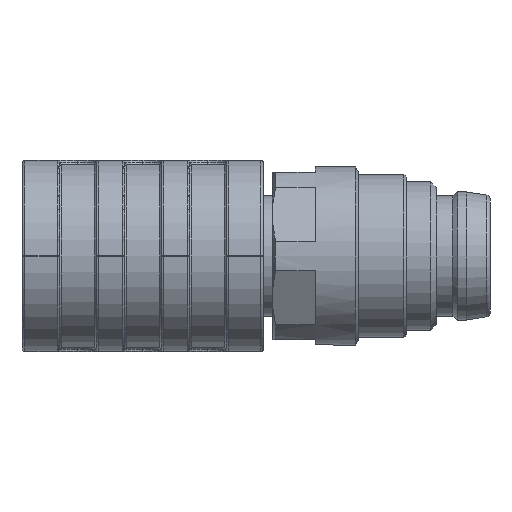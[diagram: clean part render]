
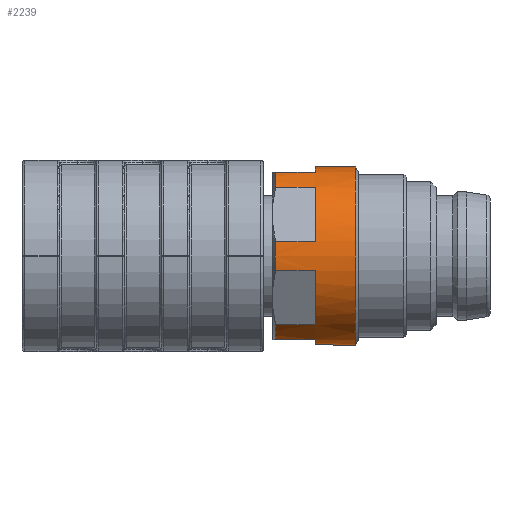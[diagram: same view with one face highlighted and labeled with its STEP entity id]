
A CAD part, front view. The second image highlights one B-rep face of the part: STEP entity #2239.
In plain terms, the highlighted cylindrical face has radius 4.8 mm (diameter 9.6 mm), a full revolution.
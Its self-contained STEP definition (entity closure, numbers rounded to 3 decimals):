
#1217=LINE('',#14532,#1717);
#1218=LINE('',#14536,#1718);
#1219=LINE('',#14537,#1719);
#1220=LINE('',#14541,#1720);
#1221=LINE('',#14542,#1721);
#1222=LINE('',#14546,#1722);
#1223=LINE('',#14547,#1723);
#1224=LINE('',#14551,#1724);
#1225=LINE('',#14552,#1725);
#1226=LINE('',#14556,#1726);
#1227=LINE('',#14557,#1727);
#1228=LINE('',#14561,#1728);
#1717=VECTOR('',#11449,1.);
#1718=VECTOR('',#11452,1.);
#1719=VECTOR('',#11453,1.);
#1720=VECTOR('',#11456,1.);
#1721=VECTOR('',#11457,1.);
#1722=VECTOR('',#11460,1.);
#1723=VECTOR('',#11461,1.);
#1724=VECTOR('',#11464,1.);
#1725=VECTOR('',#11465,1.);
#1726=VECTOR('',#11468,1.);
#1727=VECTOR('',#11469,1.);
#1728=VECTOR('',#11472,1.);
#2239=ADVANCED_FACE('',(#2768,#2769),#2576,.T.);
#2576=CYLINDRICAL_SURFACE('',#9189,4.8);
#2768=FACE_BOUND('',#3214,.T.);
#2769=FACE_BOUND('',#3215,.T.);
#3214=EDGE_LOOP('',(#4970));
#3215=EDGE_LOOP('',(#4971,#4972,#4973,#4974,#4975,#4976,#4977,#4978,#4979,
#4980,#4981,#4982,#4983,#4984,#4985,#4986,#4987,#4988,#4989,#4990,#4991,
#4992,#4993,#4994));
#4970=ORIENTED_EDGE('',*,*,#7349,.T.);
#4971=ORIENTED_EDGE('',*,*,#7362,.F.);
#4972=ORIENTED_EDGE('',*,*,#7363,.T.);
#4973=ORIENTED_EDGE('',*,*,#7364,.F.);
#4974=ORIENTED_EDGE('',*,*,#7361,.T.);
#4975=ORIENTED_EDGE('',*,*,#7365,.F.);
#4976=ORIENTED_EDGE('',*,*,#7366,.T.);
#4977=ORIENTED_EDGE('',*,*,#7367,.F.);
#4978=ORIENTED_EDGE('',*,*,#7351,.T.);
#4979=ORIENTED_EDGE('',*,*,#7368,.F.);
#4980=ORIENTED_EDGE('',*,*,#7369,.T.);
#4981=ORIENTED_EDGE('',*,*,#7370,.F.);
#4982=ORIENTED_EDGE('',*,*,#7353,.T.);
#4983=ORIENTED_EDGE('',*,*,#7371,.F.);
#4984=ORIENTED_EDGE('',*,*,#7372,.T.);
#4985=ORIENTED_EDGE('',*,*,#7373,.F.);
#4986=ORIENTED_EDGE('',*,*,#7355,.T.);
#4987=ORIENTED_EDGE('',*,*,#7374,.F.);
#4988=ORIENTED_EDGE('',*,*,#7375,.T.);
#4989=ORIENTED_EDGE('',*,*,#7376,.F.);
#4990=ORIENTED_EDGE('',*,*,#7357,.T.);
#4991=ORIENTED_EDGE('',*,*,#7377,.F.);
#4992=ORIENTED_EDGE('',*,*,#7378,.T.);
#4993=ORIENTED_EDGE('',*,*,#7379,.F.);
#4994=ORIENTED_EDGE('',*,*,#7359,.T.);
#6313=VERTEX_POINT('',#14500);
#6314=VERTEX_POINT('',#14503);
#6315=VERTEX_POINT('',#14504);
#6316=VERTEX_POINT('',#14508);
#6317=VERTEX_POINT('',#14509);
#6318=VERTEX_POINT('',#14513);
#6319=VERTEX_POINT('',#14514);
#6320=VERTEX_POINT('',#14518);
#6321=VERTEX_POINT('',#14519);
#6322=VERTEX_POINT('',#14523);
#6323=VERTEX_POINT('',#14524);
#6324=VERTEX_POINT('',#14528);
#6325=VERTEX_POINT('',#14529);
#6326=VERTEX_POINT('',#14533);
#6327=VERTEX_POINT('',#14535);
#6328=VERTEX_POINT('',#14538);
#6329=VERTEX_POINT('',#14540);
#6330=VERTEX_POINT('',#14543);
#6331=VERTEX_POINT('',#14545);
#6332=VERTEX_POINT('',#14548);
#6333=VERTEX_POINT('',#14550);
#6334=VERTEX_POINT('',#14553);
#6335=VERTEX_POINT('',#14555);
#6336=VERTEX_POINT('',#14558);
#6337=VERTEX_POINT('',#14560);
#7349=EDGE_CURVE('',#6313,#6313,#8184,.T.);
#7351=EDGE_CURVE('',#6314,#6315,#8185,.T.);
#7353=EDGE_CURVE('',#6316,#6317,#8186,.T.);
#7355=EDGE_CURVE('',#6318,#6319,#8187,.T.);
#7357=EDGE_CURVE('',#6320,#6321,#8188,.T.);
#7359=EDGE_CURVE('',#6322,#6323,#8189,.T.);
#7361=EDGE_CURVE('',#6324,#6325,#8190,.T.);
#7362=EDGE_CURVE('',#6326,#6323,#1217,.T.);
#7363=EDGE_CURVE('',#6326,#6327,#8191,.T.);
#7364=EDGE_CURVE('',#6324,#6327,#1218,.T.);
#7365=EDGE_CURVE('',#6328,#6325,#1219,.T.);
#7366=EDGE_CURVE('',#6328,#6329,#8192,.T.);
#7367=EDGE_CURVE('',#6314,#6329,#1220,.T.);
#7368=EDGE_CURVE('',#6330,#6315,#1221,.T.);
#7369=EDGE_CURVE('',#6330,#6331,#8193,.T.);
#7370=EDGE_CURVE('',#6316,#6331,#1222,.T.);
#7371=EDGE_CURVE('',#6332,#6317,#1223,.T.);
#7372=EDGE_CURVE('',#6332,#6333,#8194,.T.);
#7373=EDGE_CURVE('',#6318,#6333,#1224,.T.);
#7374=EDGE_CURVE('',#6334,#6319,#1225,.T.);
#7375=EDGE_CURVE('',#6334,#6335,#8195,.T.);
#7376=EDGE_CURVE('',#6320,#6335,#1226,.T.);
#7377=EDGE_CURVE('',#6336,#6321,#1227,.T.);
#7378=EDGE_CURVE('',#6336,#6337,#8196,.T.);
#7379=EDGE_CURVE('',#6322,#6337,#1228,.T.);
#8184=CIRCLE('',#9169,4.8);
#8185=CIRCLE('',#9171,4.8);
#8186=CIRCLE('',#9173,4.8);
#8187=CIRCLE('',#9175,4.8);
#8188=CIRCLE('',#9177,4.8);
#8189=CIRCLE('',#9179,4.8);
#8190=CIRCLE('',#9181,4.8);
#8191=CIRCLE('',#9183,4.8);
#8192=CIRCLE('',#9184,4.8);
#8193=CIRCLE('',#9185,4.8);
#8194=CIRCLE('',#9186,4.8);
#8195=CIRCLE('',#9187,4.8);
#8196=CIRCLE('',#9188,4.8);
#9169=AXIS2_PLACEMENT_3D('',#14499,#11415,#11416);
#9171=AXIS2_PLACEMENT_3D('',#14505,#11420,#11421);
#9173=AXIS2_PLACEMENT_3D('',#14510,#11425,#11426);
#9175=AXIS2_PLACEMENT_3D('',#14515,#11430,#11431);
#9177=AXIS2_PLACEMENT_3D('',#14520,#11435,#11436);
#9179=AXIS2_PLACEMENT_3D('',#14525,#11440,#11441);
#9181=AXIS2_PLACEMENT_3D('',#14530,#11445,#11446);
#9183=AXIS2_PLACEMENT_3D('',#14534,#11450,#11451);
#9184=AXIS2_PLACEMENT_3D('',#14539,#11454,#11455);
#9185=AXIS2_PLACEMENT_3D('',#14544,#11458,#11459);
#9186=AXIS2_PLACEMENT_3D('',#14549,#11462,#11463);
#9187=AXIS2_PLACEMENT_3D('',#14554,#11466,#11467);
#9188=AXIS2_PLACEMENT_3D('',#14559,#11470,#11471);
#9189=AXIS2_PLACEMENT_3D('',#14562,#11473,#11474);
#11415=DIRECTION('',(-1.,0.,0.));
#11416=DIRECTION('',(0.,-1.,0.));
#11420=DIRECTION('',(1.,0.,0.));
#11421=DIRECTION('',(0.,-1.,0.));
#11425=DIRECTION('',(1.,0.,0.));
#11426=DIRECTION('',(0.,-1.,0.));
#11430=DIRECTION('',(1.,0.,0.));
#11431=DIRECTION('',(0.,-1.,0.));
#11435=DIRECTION('',(1.,0.,0.));
#11436=DIRECTION('',(0.,-1.,0.));
#11440=DIRECTION('',(1.,0.,0.));
#11441=DIRECTION('',(0.,-1.,0.));
#11445=DIRECTION('',(1.,0.,0.));
#11446=DIRECTION('',(0.,-1.,0.));
#11449=DIRECTION('',(1.,0.,0.));
#11450=DIRECTION('',(1.,0.,0.));
#11451=DIRECTION('',(0.,-1.,0.));
#11452=DIRECTION('',(-1.,0.,0.));
#11453=DIRECTION('',(1.,0.,0.));
#11454=DIRECTION('',(1.,0.,0.));
#11455=DIRECTION('',(0.,-1.,0.));
#11456=DIRECTION('',(-1.,0.,0.));
#11457=DIRECTION('',(1.,0.,0.));
#11458=DIRECTION('',(1.,0.,0.));
#11459=DIRECTION('',(0.,-1.,0.));
#11460=DIRECTION('',(-1.,0.,0.));
#11461=DIRECTION('',(1.,0.,0.));
#11462=DIRECTION('',(1.,0.,0.));
#11463=DIRECTION('',(0.,-1.,0.));
#11464=DIRECTION('',(-1.,0.,0.));
#11465=DIRECTION('',(1.,0.,0.));
#11466=DIRECTION('',(1.,0.,0.));
#11467=DIRECTION('',(0.,-1.,0.));
#11468=DIRECTION('',(-1.,0.,0.));
#11469=DIRECTION('',(1.,0.,0.));
#11470=DIRECTION('',(1.,0.,0.));
#11471=DIRECTION('',(0.,-1.,0.));
#11472=DIRECTION('',(-1.,0.,0.));
#11473=DIRECTION('',(1.,0.,0.));
#11474=DIRECTION('',(0.,-1.,0.));
#14499=CARTESIAN_POINT('',(118.475,-9.65,0.001));
#14500=CARTESIAN_POINT('',(118.475,-14.45,0.001));
#14503=CARTESIAN_POINT('',(116.325,-6.588,-3.696));
#14504=CARTESIAN_POINT('',(116.325,-4.918,-0.802));
#14505=CARTESIAN_POINT('',(116.325,-9.65,0.001));
#14508=CARTESIAN_POINT('',(116.325,-4.918,0.804));
#14509=CARTESIAN_POINT('',(116.325,-6.588,3.698));
#14510=CARTESIAN_POINT('',(116.325,-9.65,0.001));
#14513=CARTESIAN_POINT('',(116.325,-7.98,4.501));
#14514=CARTESIAN_POINT('',(116.325,-11.32,4.501));
#14515=CARTESIAN_POINT('',(116.325,-9.65,0.001));
#14518=CARTESIAN_POINT('',(116.325,-12.712,3.698));
#14519=CARTESIAN_POINT('',(116.325,-14.382,0.804));
#14520=CARTESIAN_POINT('',(116.325,-9.65,0.001));
#14523=CARTESIAN_POINT('',(116.325,-14.382,-0.802));
#14524=CARTESIAN_POINT('',(116.325,-12.712,-3.696));
#14525=CARTESIAN_POINT('',(116.325,-9.65,0.001));
#14528=CARTESIAN_POINT('',(116.325,-11.32,-4.499));
#14529=CARTESIAN_POINT('',(116.325,-7.98,-4.499));
#14530=CARTESIAN_POINT('',(116.325,-9.65,0.001));
#14532=CARTESIAN_POINT('',(146.025,-12.712,-3.696));
#14533=CARTESIAN_POINT('',(114.175,-12.712,-3.696));
#14534=CARTESIAN_POINT('',(114.175,-9.65,0.001));
#14535=CARTESIAN_POINT('',(114.175,-11.32,-4.499));
#14536=CARTESIAN_POINT('',(146.025,-11.32,-4.499));
#14537=CARTESIAN_POINT('',(146.025,-7.98,-4.499));
#14538=CARTESIAN_POINT('',(114.175,-7.98,-4.499));
#14539=CARTESIAN_POINT('',(114.175,-9.65,0.001));
#14540=CARTESIAN_POINT('',(114.175,-6.588,-3.696));
#14541=CARTESIAN_POINT('',(146.025,-6.588,-3.696));
#14542=CARTESIAN_POINT('',(146.025,-4.918,-0.802));
#14543=CARTESIAN_POINT('',(114.175,-4.918,-0.802));
#14544=CARTESIAN_POINT('',(114.175,-9.65,0.001));
#14545=CARTESIAN_POINT('',(114.175,-4.918,0.804));
#14546=CARTESIAN_POINT('',(146.025,-4.918,0.804));
#14547=CARTESIAN_POINT('',(146.025,-6.588,3.698));
#14548=CARTESIAN_POINT('',(114.175,-6.588,3.698));
#14549=CARTESIAN_POINT('',(114.175,-9.65,0.001));
#14550=CARTESIAN_POINT('',(114.175,-7.98,4.501));
#14551=CARTESIAN_POINT('',(146.025,-7.98,4.501));
#14552=CARTESIAN_POINT('',(146.025,-11.32,4.501));
#14553=CARTESIAN_POINT('',(114.175,-11.32,4.501));
#14554=CARTESIAN_POINT('',(114.175,-9.65,0.001));
#14555=CARTESIAN_POINT('',(114.175,-12.712,3.698));
#14556=CARTESIAN_POINT('',(146.025,-12.712,3.698));
#14557=CARTESIAN_POINT('',(146.025,-14.382,0.804));
#14558=CARTESIAN_POINT('',(114.175,-14.382,0.804));
#14559=CARTESIAN_POINT('',(114.175,-9.65,0.001));
#14560=CARTESIAN_POINT('',(114.175,-14.382,-0.802));
#14561=CARTESIAN_POINT('',(146.025,-14.382,-0.802));
#14562=CARTESIAN_POINT('',(146.025,-9.65,0.001));
